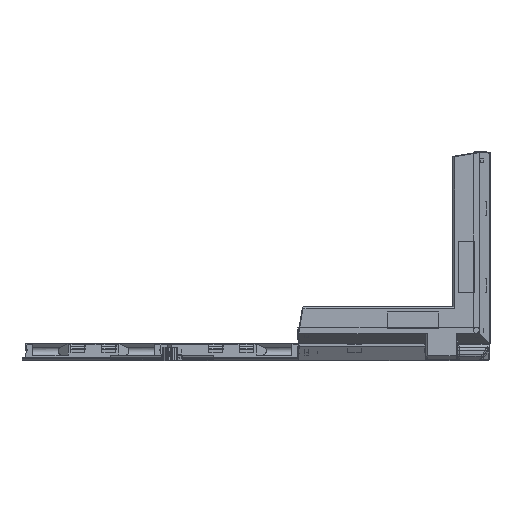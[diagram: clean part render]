
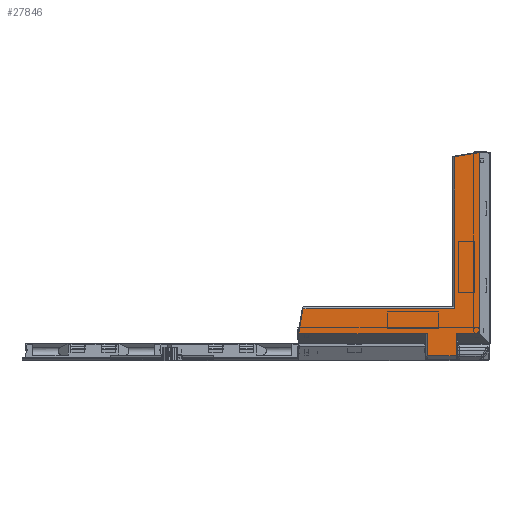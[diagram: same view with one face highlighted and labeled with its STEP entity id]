
A CAD part, left-side view. The second image highlights one B-rep face of the part: STEP entity #27846.
In plain terms, the highlighted face is planar.
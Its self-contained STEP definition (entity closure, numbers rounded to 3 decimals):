
#1216=PLANE('',#29943);
#2766=FACE_OUTER_BOUND('',#4348,.T.);
#4348=EDGE_LOOP('',(#25027,#25028,#25029,#25030,#25031,#25032,#25033,#25034,
#25035,#25036));
#7788=LINE('',#45911,#11057);
#7789=LINE('',#45914,#11058);
#7794=LINE('',#45926,#11063);
#7795=LINE('',#45928,#11064);
#7796=LINE('',#45930,#11065);
#7797=LINE('',#45932,#11066);
#7798=LINE('',#45934,#11067);
#7799=LINE('',#45936,#11068);
#7800=LINE('',#45938,#11069);
#7801=LINE('',#45939,#11070);
#11057=VECTOR('',#36413,10.);
#11058=VECTOR('',#36416,10.);
#11063=VECTOR('',#36429,10.);
#11064=VECTOR('',#36430,10.);
#11065=VECTOR('',#36431,10.);
#11066=VECTOR('',#36432,10.);
#11067=VECTOR('',#36433,10.);
#11068=VECTOR('',#36434,10.);
#11069=VECTOR('',#36435,10.);
#11070=VECTOR('',#36436,10.);
#13956=VERTEX_POINT('',#45864);
#13961=VERTEX_POINT('',#45884);
#13967=VERTEX_POINT('',#45913);
#13970=VERTEX_POINT('',#45925);
#13971=VERTEX_POINT('',#45927);
#13972=VERTEX_POINT('',#45929);
#13973=VERTEX_POINT('',#45931);
#13974=VERTEX_POINT('',#45933);
#13975=VERTEX_POINT('',#45935);
#13976=VERTEX_POINT('',#45937);
#17707=EDGE_CURVE('',#13956,#13961,#7788,.T.);
#17708=EDGE_CURVE('',#13967,#13956,#7789,.T.);
#17713=EDGE_CURVE('',#13961,#13970,#7794,.T.);
#17714=EDGE_CURVE('',#13971,#13970,#7795,.T.);
#17715=EDGE_CURVE('',#13971,#13972,#7796,.T.);
#17716=EDGE_CURVE('',#13972,#13973,#7797,.T.);
#17717=EDGE_CURVE('',#13973,#13974,#7798,.T.);
#17718=EDGE_CURVE('',#13974,#13975,#7799,.T.);
#17719=EDGE_CURVE('',#13975,#13976,#7800,.T.);
#17720=EDGE_CURVE('',#13967,#13976,#7801,.T.);
#25027=ORIENTED_EDGE('',*,*,#17708,.T.);
#25028=ORIENTED_EDGE('',*,*,#17707,.T.);
#25029=ORIENTED_EDGE('',*,*,#17713,.T.);
#25030=ORIENTED_EDGE('',*,*,#17714,.F.);
#25031=ORIENTED_EDGE('',*,*,#17715,.T.);
#25032=ORIENTED_EDGE('',*,*,#17716,.T.);
#25033=ORIENTED_EDGE('',*,*,#17717,.T.);
#25034=ORIENTED_EDGE('',*,*,#17718,.T.);
#25035=ORIENTED_EDGE('',*,*,#17719,.T.);
#25036=ORIENTED_EDGE('',*,*,#17720,.F.);
#27846=ADVANCED_FACE('',(#2766),#1216,.F.);
#29943=AXIS2_PLACEMENT_3D('',#45924,#36427,#36428);
#36413=DIRECTION('',(0.,-1.,0.));
#36416=DIRECTION('',(0.,0.,1.));
#36427=DIRECTION('center_axis',(-1.,0.,0.));
#36428=DIRECTION('ref_axis',(0.,0.,1.));
#36429=DIRECTION('',(0.,0.,-1.));
#36430=DIRECTION('',(0.,1.,0.));
#36431=DIRECTION('',(0.,0.,-1.));
#36432=DIRECTION('',(0.,0.986,0.166));
#36433=DIRECTION('',(0.,0.,1.));
#36434=DIRECTION('',(0.,1.,0.));
#36435=DIRECTION('',(0.,0.166,0.986));
#36436=DIRECTION('',(0.,1.,0.));
#45864=CARTESIAN_POINT('',(523.,-206.2,-3.667));
#45884=CARTESIAN_POINT('',(523.,-228.7,-3.667));
#45911=CARTESIAN_POINT('',(523.,-211.25,-3.667));
#45913=CARTESIAN_POINT('',(523.,-206.2,-20.8));
#45914=CARTESIAN_POINT('',(523.,-206.2,-20.2));
#45924=CARTESIAN_POINT('Origin',(523.,0.,-27.4));
#45925=CARTESIAN_POINT('',(523.,-228.7,-20.8));
#45926=CARTESIAN_POINT('',(523.,-228.7,-20.2));
#45927=CARTESIAN_POINT('',(523.,-247.2,-20.8));
#45928=CARTESIAN_POINT('',(523.,-127.5,-20.8));
#45929=CARTESIAN_POINT('',(523.,-247.2,-161.844));
#45930=CARTESIAN_POINT('',(523.,-247.2,-140.5));
#45931=CARTESIAN_POINT('',(523.,-227.6,-158.548));
#45932=CARTESIAN_POINT('',(523.,-96.252,-136.462));
#45933=CARTESIAN_POINT('',(523.,-227.6,-40.4));
#45934=CARTESIAN_POINT('',(523.,-227.6,-260.8));
#45935=CARTESIAN_POINT('',(523.,-109.452,-40.4));
#45936=CARTESIAN_POINT('',(523.,113.1,-40.4));
#45937=CARTESIAN_POINT('',(523.,-106.156,-20.8));
#45938=CARTESIAN_POINT('',(523.,-108.558,-35.084));
#45939=CARTESIAN_POINT('',(523.,-127.5,-20.8));
